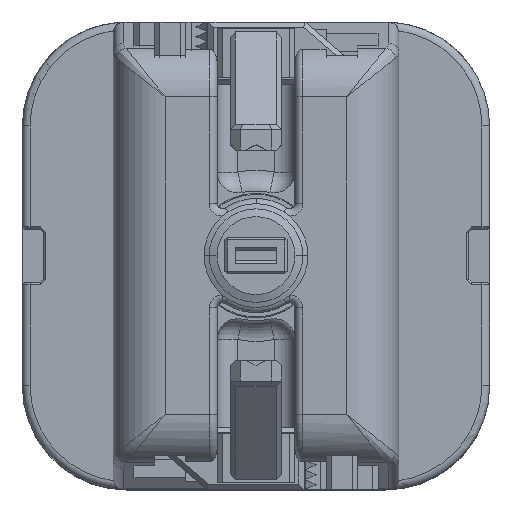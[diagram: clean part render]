
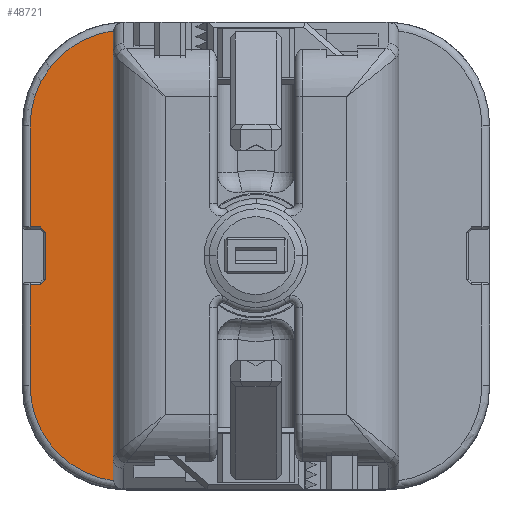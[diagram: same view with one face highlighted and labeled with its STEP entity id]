
A CAD part, top view. The second image highlights one B-rep face of the part: STEP entity #48721.
In plain terms, the highlighted planar face has unit normal (0, 0, 1).
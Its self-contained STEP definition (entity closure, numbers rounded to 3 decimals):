
#73 = VERTEX_POINT ( 'NONE', #32129 ) ;
#238 = CARTESIAN_POINT ( 'NONE',  ( -27.5, 45., 15. ) ) ;
#375 = CARTESIAN_POINT ( 'NONE',  ( -25., 25., 15. ) ) ;
#666 = LINE ( 'NONE', #40326, #48566 ) ;
#2147 = CARTESIAN_POINT ( 'NONE',  ( -43.5, -25., 15. ) ) ;
#2153 = CARTESIAN_POINT ( 'NONE',  ( -27.5, 43.023, 15. ) ) ;
#2683 = EDGE_CURVE ( 'NONE', #41203, #53728, #48393, .T. ) ;
#3390 = ORIENTED_EDGE ( 'NONE', *, *, #54259, .T. ) ;
#4094 = VERTEX_POINT ( 'NONE', #18095 ) ;
#5858 = CARTESIAN_POINT ( 'NONE',  ( -27.483, -43.182, 15. ) ) ;
#7309 = VERTEX_POINT ( 'NONE', #8392 ) ;
#8392 = CARTESIAN_POINT ( 'NONE',  ( -43.5, -5.55, 15. ) ) ;
#10498 = EDGE_LOOP ( 'NONE', ( #52789, #71073, #45615, #19526, #37974, #26468, #53896, #26358, #45088, #3390, #14061, #72436 ) ) ;
#14061 = ORIENTED_EDGE ( 'NONE', *, *, #55626, .T. ) ;
#15219 = VERTEX_POINT ( 'NONE', #43189 ) ;
#15453 = CIRCLE ( 'NONE', #32052, 18.5 ) ;
#15744 = VERTEX_POINT ( 'NONE', #50109 ) ;
#16086 = CARTESIAN_POINT ( 'NONE',  ( -27.45, 43.337, 15. ) ) ;
#16900 = DIRECTION ( 'NONE',  ( 0., -1., 0. ) ) ;
#18095 = CARTESIAN_POINT ( 'NONE',  ( -41.5, -5.55, 15. ) ) ;
#19526 = ORIENTED_EDGE ( 'NONE', *, *, #28120, .T. ) ;
#19923 = CARTESIAN_POINT ( 'NONE',  ( -17.975, 17.975, 15. ) ) ;
#20117 = DIRECTION ( 'NONE',  ( 0., 0., 1. ) ) ;
#20903 = EDGE_CURVE ( 'NONE', #34178, #15219, #27705, .T. ) ;
#21575 = VECTOR ( 'NONE', #16900, 1000. ) ;
#22448 = LINE ( 'NONE', #56914, #21575 ) ;
#23537 = LINE ( 'NONE', #238, #71819 ) ;
#23704 = CARTESIAN_POINT ( 'NONE',  ( -27.45, 43.337, 15. ) ) ;
#24683 = CARTESIAN_POINT ( 'NONE',  ( -27.5, 42.864, 15. ) ) ;
#25657 = VERTEX_POINT ( 'NONE', #2147 ) ;
#26358 = ORIENTED_EDGE ( 'NONE', *, *, #37343, .T. ) ;
#26468 = ORIENTED_EDGE ( 'NONE', *, *, #41611, .T. ) ;
#27011 = DIRECTION ( 'NONE',  ( 1., 0., 0. ) ) ;
#27679 = CARTESIAN_POINT ( 'NONE',  ( -27.5, -42.864, 15. ) ) ;
#27705 = LINE ( 'NONE', #65606, #32146 ) ;
#28120 = EDGE_CURVE ( 'NONE', #34178, #56722, #22448, .T. ) ;
#29912 = DIRECTION ( 'NONE',  ( 0.707, 0.707, 0. ) ) ;
#30047 = LINE ( 'NONE', #35988, #48196 ) ;
#32052 = AXIS2_PLACEMENT_3D ( 'NONE', #59780, #20117, #65367 ) ;
#32129 = CARTESIAN_POINT ( 'NONE',  ( -27.45, -43.337, 15. ) ) ;
#32146 = VECTOR ( 'NONE', #66700, 1000. ) ;
#32511 = DIRECTION ( 'NONE',  ( 0., 0., 1. ) ) ;
#32956 = EDGE_CURVE ( 'NONE', #7309, #25657, #30047, .T. ) ;
#33107 =( BOUNDED_CURVE ( )  B_SPLINE_CURVE ( 3, ( #71468, #5858, #33272, #27679 ),
 .UNSPECIFIED., .F., .F. ) 
 B_SPLINE_CURVE_WITH_KNOTS ( ( 4, 4 ),
 ( 4.489, 4.712 ),
 .UNSPECIFIED. ) 
 CURVE ( )  GEOMETRIC_REPRESENTATION_ITEM ( )  RATIONAL_B_SPLINE_CURVE ( ( 1., 0.996, 0.996, 1. ) ) 
 REPRESENTATION_ITEM ( '' )  );
#33272 = CARTESIAN_POINT ( 'NONE',  ( -27.5, -43.023, 15. ) ) ;
#33469 = EDGE_CURVE ( 'NONE', #73, #15744, #33107, .T. ) ;
#34178 = VERTEX_POINT ( 'NONE', #57513 ) ;
#34340 = AXIS2_PLACEMENT_3D ( 'NONE', #68082, #32511, #56201 ) ;
#35316 = CARTESIAN_POINT ( 'NONE',  ( -43.5, 5.55, 15. ) ) ;
#35505 = LINE ( 'NONE', #19923, #72378 ) ;
#35988 = CARTESIAN_POINT ( 'NONE',  ( -43.5, -25., 15. ) ) ;
#36980 = CARTESIAN_POINT ( 'NONE',  ( -27.5, 42.864, 15. ) ) ;
#37343 = EDGE_CURVE ( 'NONE', #25657, #73, #15453, .T. ) ;
#37974 = ORIENTED_EDGE ( 'NONE', *, *, #63188, .F. ) ;
#40326 = CARTESIAN_POINT ( 'NONE',  ( -43.5, -5.55, 15. ) ) ;
#40837 = DIRECTION ( 'NONE',  ( 0., -1., 0. ) ) ;
#41203 = VERTEX_POINT ( 'NONE', #23704 ) ;
#41611 = EDGE_CURVE ( 'NONE', #4094, #7309, #666, .T. ) ;
#42465 = LINE ( 'NONE', #53905, #68861 ) ;
#43189 = CARTESIAN_POINT ( 'NONE',  ( -41.5, 5.55, 15. ) ) ;
#44087 = LINE ( 'NONE', #66353, #48078 ) ;
#44504 = EDGE_CURVE ( 'NONE', #44729, #15219, #44087, .T. ) ;
#44729 = VERTEX_POINT ( 'NONE', #35316 ) ;
#45088 = ORIENTED_EDGE ( 'NONE', *, *, #33469, .T. ) ;
#45091 = PLANE ( 'NONE',  #34340 ) ;
#45204 = EDGE_CURVE ( 'NONE', #53728, #44729, #42465, .T. ) ;
#45615 = ORIENTED_EDGE ( 'NONE', *, *, #20903, .F. ) ;
#45736 = VERTEX_POINT ( 'NONE', #24683 ) ;
#46252 = CARTESIAN_POINT ( 'NONE',  ( -43.5, 25., 15. ) ) ;
#47218 = AXIS2_PLACEMENT_3D ( 'NONE', #375, #57404, #63016 ) ;
#48078 = VECTOR ( 'NONE', #27011, 1000. ) ;
#48196 = VECTOR ( 'NONE', #40837, 1000. ) ;
#48393 = CIRCLE ( 'NONE', #47218, 18.5 ) ;
#48566 = VECTOR ( 'NONE', #52883, 1000. ) ;
#48721 = ADVANCED_FACE ( 'NONE', ( #61433 ), #45091, .T. ) ;
#50109 = CARTESIAN_POINT ( 'NONE',  ( -27.5, -42.864, 15. ) ) ;
#52468 = DIRECTION ( 'NONE',  ( 0., -1., 0. ) ) ;
#52789 = ORIENTED_EDGE ( 'NONE', *, *, #45204, .T. ) ;
#52883 = DIRECTION ( 'NONE',  ( -1., 0., 0. ) ) ;
#53728 = VERTEX_POINT ( 'NONE', #46252 ) ;
#53896 = ORIENTED_EDGE ( 'NONE', *, *, #32956, .T. ) ;
#53905 = CARTESIAN_POINT ( 'NONE',  ( -43.5, -25., 15. ) ) ;
#54259 = EDGE_CURVE ( 'NONE', #15744, #45736, #23537, .T. ) ;
#54710 = CARTESIAN_POINT ( 'NONE',  ( -40.5, -4.55, 15. ) ) ;
#55004 = CARTESIAN_POINT ( 'NONE',  ( -27.483, 43.182, 15. ) ) ;
#55626 = EDGE_CURVE ( 'NONE', #45736, #41203, #69169, .T. ) ;
#56201 = DIRECTION ( 'NONE',  ( 1., 0., 0. ) ) ;
#56722 = VERTEX_POINT ( 'NONE', #54710 ) ;
#56914 = CARTESIAN_POINT ( 'NONE',  ( -40.5, -5.05, 15. ) ) ;
#57404 = DIRECTION ( 'NONE',  ( 0., 0., 1. ) ) ;
#57513 = CARTESIAN_POINT ( 'NONE',  ( -40.5, 4.55, 15. ) ) ;
#59780 = CARTESIAN_POINT ( 'NONE',  ( -25., -25., 15. ) ) ;
#61433 = FACE_OUTER_BOUND ( 'NONE', #10498, .T. ) ;
#61768 = DIRECTION ( 'NONE',  ( 0., 1., 0. ) ) ;
#63016 = DIRECTION ( 'NONE',  ( 1., 0., 0. ) ) ;
#63188 = EDGE_CURVE ( 'NONE', #4094, #56722, #35505, .T. ) ;
#65367 = DIRECTION ( 'NONE',  ( 1., 0., 0. ) ) ;
#65606 = CARTESIAN_POINT ( 'NONE',  ( 7.025, -42.975, 15. ) ) ;
#66353 = CARTESIAN_POINT ( 'NONE',  ( -41., 5.55, 15. ) ) ;
#66700 = DIRECTION ( 'NONE',  ( -0.707, 0.707, 0. ) ) ;
#68082 = CARTESIAN_POINT ( 'NONE',  ( 25., -25., 15. ) ) ;
#68861 = VECTOR ( 'NONE', #52468, 1000. ) ;
#69169 =( BOUNDED_CURVE ( )  B_SPLINE_CURVE ( 3, ( #36980, #2153, #55004, #16086 ),
 .UNSPECIFIED., .F., .T. ) 
 B_SPLINE_CURVE_WITH_KNOTS ( ( 4, 4 ),
 ( 4.712, 4.936 ),
 .UNSPECIFIED. ) 
 CURVE ( )  GEOMETRIC_REPRESENTATION_ITEM ( )  RATIONAL_B_SPLINE_CURVE ( ( 1., 0.996, 0.996, 1. ) ) 
 REPRESENTATION_ITEM ( '' )  );
#71073 = ORIENTED_EDGE ( 'NONE', *, *, #44504, .T. ) ;
#71468 = CARTESIAN_POINT ( 'NONE',  ( -27.45, -43.337, 15. ) ) ;
#71819 = VECTOR ( 'NONE', #61768, 1000. ) ;
#72378 = VECTOR ( 'NONE', #29912, 1000. ) ;
#72436 = ORIENTED_EDGE ( 'NONE', *, *, #2683, .T. ) ;
